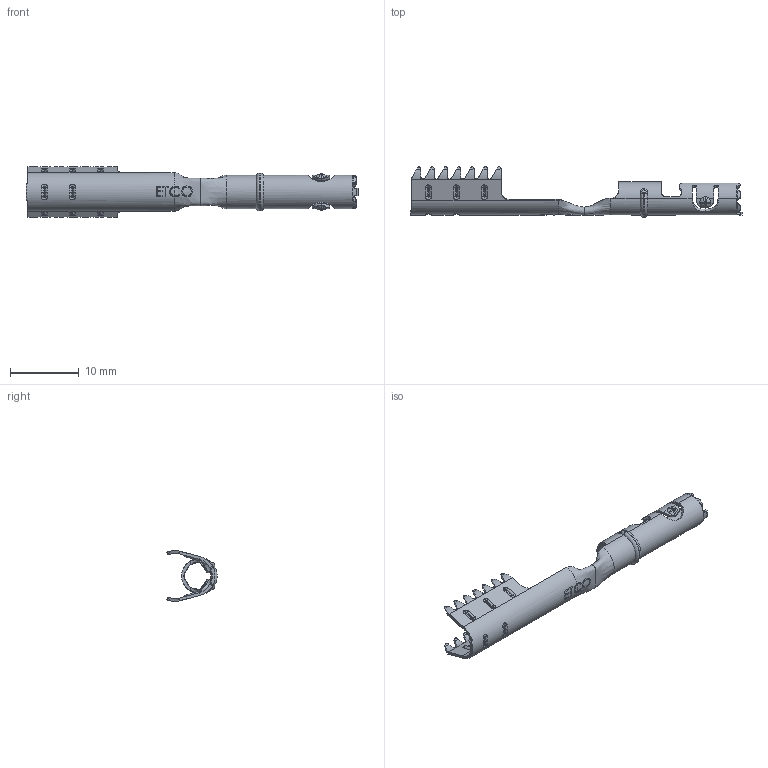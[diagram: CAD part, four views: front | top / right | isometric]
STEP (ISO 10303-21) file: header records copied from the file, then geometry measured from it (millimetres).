
FILE_DESCRIPTION (( 'STEP AP203' ), '1' );
FILE_NAME ('DT589.STEP', '2019-11-06T12:30:02', ( 'tempuser' ), ( 'Microsoft' ), 'SwSTEP 2.0', 'SolidWorks 2019', '' );
FILE_SCHEMA (( 'CONFIG_CONTROL_DESIGN' ));
Length unit declared in the file: inch
Products named in the file (1): DT589
Bounding box: 48.13 x 7.3 x 7.37 mm (x, y, z)
Volume: 207.1 mm3; surface area: 1120.2 mm2
Topology: 1 solids, 1 shells, 582 faces, 1525 edges, 953 vertices
Faces by surface type: bspline 149, cylinder 139, plane 139, torus 135, cone 20
Entity records: 27021 total; most frequent: CARTESIAN_POINT 13781, ORIENTED_EDGE 3034, DIRECTION 2429, EDGE_CURVE 1517, AXIS2_PLACEMENT_3D 1031, VERTEX_POINT 953, EDGE_LOOP 602, CIRCLE 597
